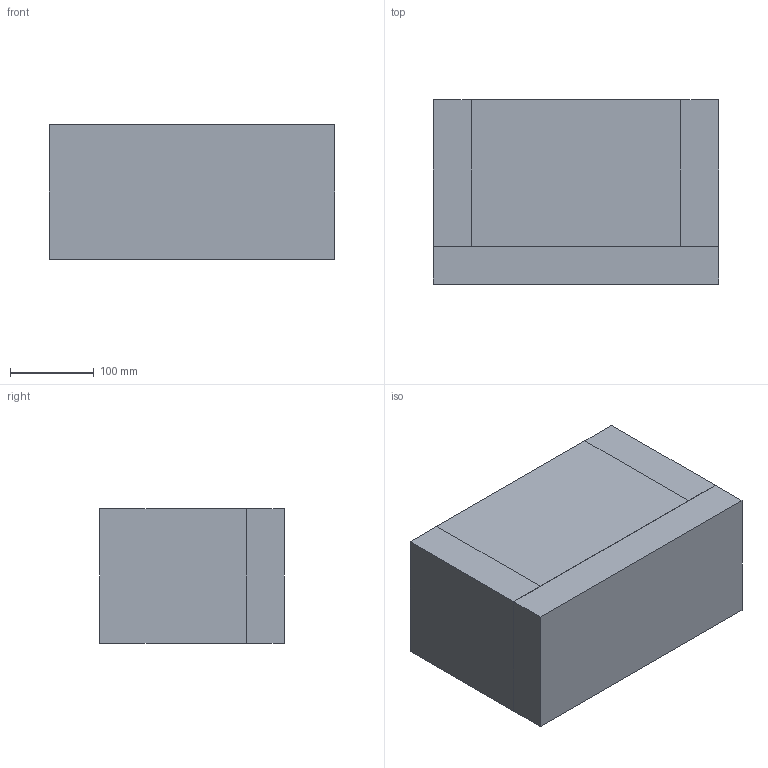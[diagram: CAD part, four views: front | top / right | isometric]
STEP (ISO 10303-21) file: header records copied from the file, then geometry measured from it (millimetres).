
FILE_DESCRIPTION(/* description */ (''),/* implementation_level */ '2;1');
FILE_NAME(/* name */ '7215713',/* time_stamp */ '2015-07-10T09:31:01+02:00',/* author */ (''),/* organization */ (''),/* preprocessor_version */ 'ST-DEVELOPER v15',/* originating_system */ '',/* authorisation */ '');
FILE_SCHEMA (('CONFIG_CONTROL_DESIGN'));
Length unit declared in the file: millimetre
Products named in the file (2): Document; Block 05
Assembly tree (1 placements, depth 2):
  Document
    Block 05
Bounding box: 340 x 220 x 160 mm (x, y, z)
Volume: 11968000 mm3; surface area: 724600 mm2
Topology: 6 solids, 6 shells, 36 faces, 72 edges, 48 vertices
Faces by surface type: plane 36
Entity records: 990 total; most frequent: CARTESIAN_POINT 244, ORIENTED_EDGE 144, EDGE_CURVE 72, B_SPLINE_CURVE_WITH_KNOTS 72, VERTEX_POINT 48, DIRECTION 44, AXIS2_PLACEMENT_3D 40, ADVANCED_FACE 36
